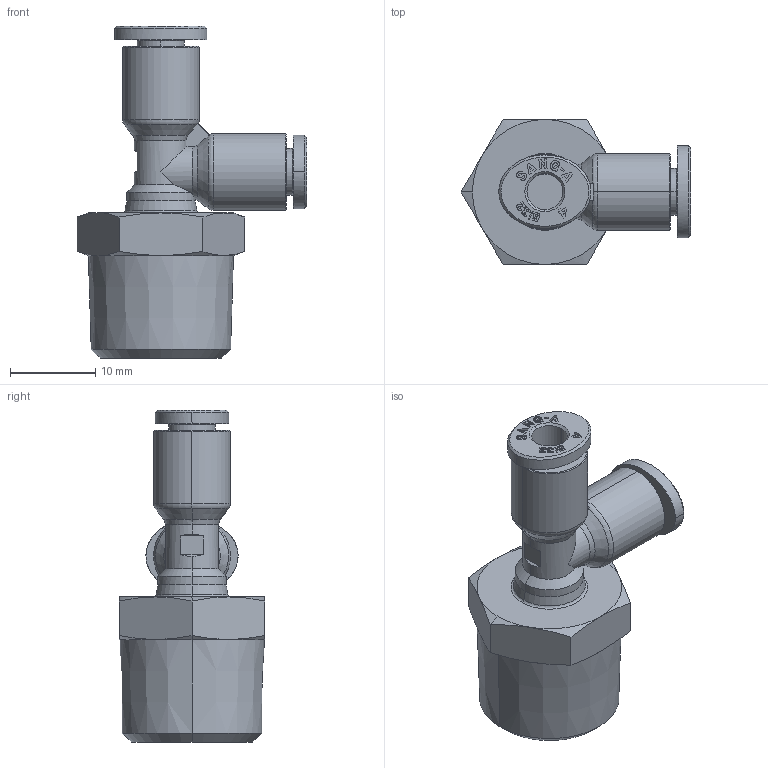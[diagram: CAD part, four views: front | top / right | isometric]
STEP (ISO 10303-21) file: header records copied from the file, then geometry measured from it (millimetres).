
FILE_DESCRIPTION((''),'2;1');
FILE_NAME('GPST 0403(3D).stp','2012-12-26T18:06:28',(''),(''),'Mechanical Desktop.R8.0.24.0','Mechanical Desktop.R8.0.24.0',', , ');
FILE_SCHEMA(('CONFIG_CONTROL_DESIGN'));
Length unit declared in the file: millimetre
Products named in the file (2): GPST 0403(3D); ºÎÇ°1
Assembly tree (1 placements, depth 2):
  GPST 0403(3D)
    ºÎÇ°1
Bounding box: 26.91 x 17 x 38.9 mm (x, y, z)
Volume: 4301.4 mm3; surface area: 3285.3 mm2
Topology: 1 solids, 1 shells, 822 faces, 2311 edges, 1525 vertices
Faces by surface type: plane 674, bspline 64, cone 44, cylinder 36, torus 4
Entity records: 27742 total; most frequent: CARTESIAN_POINT 6570, ORIENTED_EDGE 4618, DIRECTION 4019, EDGE_CURVE 2309, VECTOR 2007, LINE 2007, VERTEX_POINT 1525, AXIS2_PLACEMENT_3D 1006
